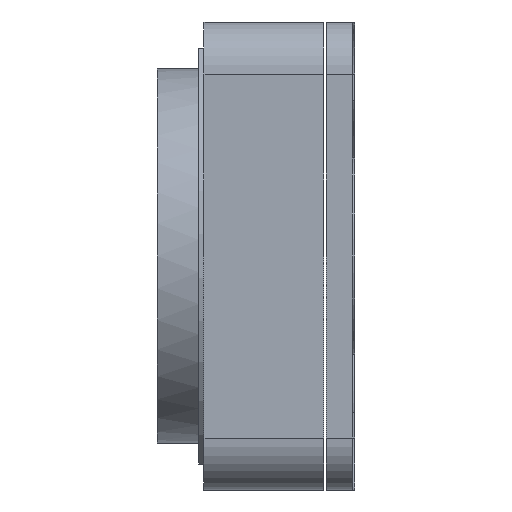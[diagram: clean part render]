
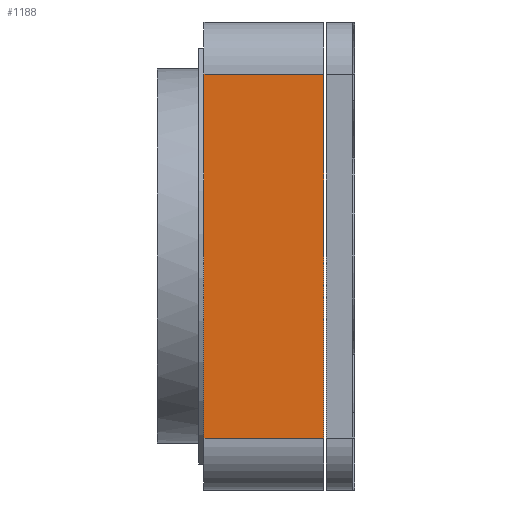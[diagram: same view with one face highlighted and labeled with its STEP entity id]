
A CAD part, left-side view. The second image highlights one B-rep face of the part: STEP entity #1188.
In plain terms, the highlighted planar face has unit normal (-1, 0, 0).
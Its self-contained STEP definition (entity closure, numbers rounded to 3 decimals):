
#8 = VECTOR ( 'NONE', #1288, 1000. ) ;
#110 = VERTEX_POINT ( 'NONE', #1377 ) ;
#344 = DIRECTION ( 'NONE',  ( 0., 1., 0. ) ) ;
#445 = DIRECTION ( 'NONE',  ( 0., 0., -1. ) ) ;
#461 = CARTESIAN_POINT ( 'NONE',  ( -14., -0.9, 240. ) ) ;
#504 = ORIENTED_EDGE ( 'NONE', *, *, #965, .T. ) ;
#654 = EDGE_CURVE ( 'NONE', #2745, #110, #1708, .T. ) ;
#681 = LINE ( 'NONE', #2869, #3181 ) ;
#810 = CARTESIAN_POINT ( 'NONE',  ( -14., -3.2, 243.5 ) ) ;
#920 = AXIS2_PLACEMENT_3D ( 'NONE', #935, #2929, #1429 ) ;
#935 = CARTESIAN_POINT ( 'NONE',  ( -14., -0.9, 240. ) ) ;
#965 = EDGE_CURVE ( 'NONE', #2090, #2745, #681, .T. ) ;
#987 = EDGE_LOOP ( 'NONE', ( #2755, #1803, #1302, #504 ) ) ;
#1136 = VERTEX_POINT ( 'NONE', #2117 ) ;
#1188 = ADVANCED_FACE ( 'NONE', ( #3097 ), #1939, .T. ) ;
#1288 = DIRECTION ( 'NONE',  ( 0., 0., -1. ) ) ;
#1302 = ORIENTED_EDGE ( 'NONE', *, *, #2111, .F. ) ;
#1322 = LINE ( 'NONE', #1628, #3152 ) ;
#1377 = CARTESIAN_POINT ( 'NONE',  ( -14., -0.9, 236.5 ) ) ;
#1429 = DIRECTION ( 'NONE',  ( 0., -1., 0. ) ) ;
#1628 = CARTESIAN_POINT ( 'NONE',  ( -14., -0.9, 236.5 ) ) ;
#1708 = LINE ( 'NONE', #461, #2964 ) ;
#1730 = EDGE_CURVE ( 'NONE', #110, #1136, #1322, .T. ) ;
#1803 = ORIENTED_EDGE ( 'NONE', *, *, #1730, .T. ) ;
#1879 = DIRECTION ( 'NONE',  ( 0., -1., 0. ) ) ;
#1939 = PLANE ( 'NONE',  #920 ) ;
#2090 = VERTEX_POINT ( 'NONE', #810 ) ;
#2111 = EDGE_CURVE ( 'NONE', #2090, #1136, #2596, .T. ) ;
#2117 = CARTESIAN_POINT ( 'NONE',  ( -14., -3.2, 236.5 ) ) ;
#2576 = CARTESIAN_POINT ( 'NONE',  ( -14., -3.2, 240. ) ) ;
#2596 = LINE ( 'NONE', #2576, #8 ) ;
#2745 = VERTEX_POINT ( 'NONE', #3199 ) ;
#2755 = ORIENTED_EDGE ( 'NONE', *, *, #654, .T. ) ;
#2869 = CARTESIAN_POINT ( 'NONE',  ( -14., -0.9, 243.5 ) ) ;
#2929 = DIRECTION ( 'NONE',  ( -1., 0., 0. ) ) ;
#2964 = VECTOR ( 'NONE', #445, 1000. ) ;
#3097 = FACE_OUTER_BOUND ( 'NONE', #987, .T. ) ;
#3152 = VECTOR ( 'NONE', #1879, 1000. ) ;
#3181 = VECTOR ( 'NONE', #344, 1000. ) ;
#3199 = CARTESIAN_POINT ( 'NONE',  ( -14., -0.9, 243.5 ) ) ;
